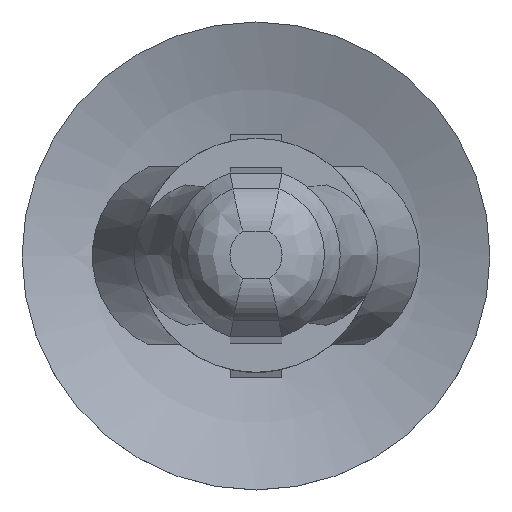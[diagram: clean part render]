
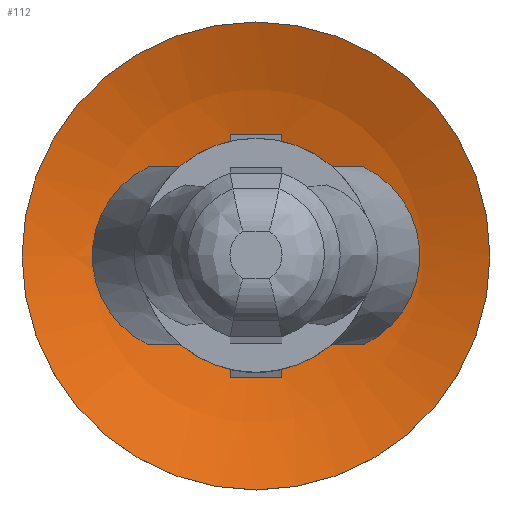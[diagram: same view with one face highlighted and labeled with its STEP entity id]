
A CAD part, top view. The second image highlights one B-rep face of the part: STEP entity #112.
In plain terms, the highlighted spherical face has radius 13 mm.
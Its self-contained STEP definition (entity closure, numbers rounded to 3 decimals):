
#112 = ADVANCED_FACE( '', ( #287, #288, #289, #290 ), #291, .F. );
#287 = FACE_OUTER_BOUND( '', #531, .T. );
#288 = FACE_OUTER_BOUND( '', #532, .T. );
#289 = FACE_BOUND( '', #533, .T. );
#290 = FACE_BOUND( '', #534, .T. );
#291 = SPHERICAL_SURFACE( '', #535, 13. );
#531 = EDGE_LOOP( '', ( #1073 ) );
#532 = EDGE_LOOP( '', ( #1074, #1075, #1076, #1077 ) );
#533 = EDGE_LOOP( '', ( #1078, #1079 ) );
#534 = EDGE_LOOP( '', ( #1080, #1081 ) );
#535 = AXIS2_PLACEMENT_3D( '', #1082, #1083, #1084 );
#1073 = ORIENTED_EDGE( '', *, *, #1717, .F. );
#1074 = ORIENTED_EDGE( '', *, *, #1718, .T. );
#1075 = ORIENTED_EDGE( '', *, *, #1696, .T. );
#1076 = ORIENTED_EDGE( '', *, *, #1719, .T. );
#1077 = ORIENTED_EDGE( '', *, *, #1720, .T. );
#1078 = ORIENTED_EDGE( '', *, *, #1721, .T. );
#1079 = ORIENTED_EDGE( '', *, *, #1722, .T. );
#1080 = ORIENTED_EDGE( '', *, *, #1723, .F. );
#1081 = ORIENTED_EDGE( '', *, *, #1724, .F. );
#1082 = CARTESIAN_POINT( '', ( 0., 0., 3.8 ) );
#1083 = DIRECTION( '', ( 0., 0., -1. ) );
#1084 = DIRECTION( '', ( -1., 0., 0. ) );
#1696 = EDGE_CURVE( '', #1977, #1978, #1979, .F. );
#1717 = EDGE_CURVE( '', #2013, #2013, #2014, .T. );
#1718 = EDGE_CURVE( '', #2015, #1977, #2016, .F. );
#1719 = EDGE_CURVE( '', #1978, #2017, #2018, .F. );
#1720 = EDGE_CURVE( '', #2017, #2015, #2019, .F. );
#1721 = EDGE_CURVE( '', #2020, #2021, #2022, .T. );
#1722 = EDGE_CURVE( '', #2021, #2020, #2023, .F. );
#1723 = EDGE_CURVE( '', #2024, #2025, #2026, .F. );
#1724 = EDGE_CURVE( '', #2025, #2024, #2027, .T. );
#1977 = VERTEX_POINT( '', #2391 );
#1978 = VERTEX_POINT( '', #2392 );
#1979 = CIRCLE( '', #2393, 12.737 );
#2013 = VERTEX_POINT( '', #2442 );
#2014 = CIRCLE( '', #2443, 5. );
#2015 = VERTEX_POINT( '', #2444 );
#2016 = CIRCLE( '', #2445, 12.988 );
#2017 = VERTEX_POINT( '', #2446 );
#2018 = CIRCLE( '', #2447, 12.988 );
#2019 = CIRCLE( '', #2448, 12.737 );
#2020 = VERTEX_POINT( '', #2449 );
#2021 = VERTEX_POINT( '', #2450 );
#2022 = B_SPLINE_CURVE_WITH_KNOTS( '', 3, ( #2451, #2452, #2453, #2454, #2455, #2456, #2457, #2458, #2459, #2460 ), .UNSPECIFIED., .F., .F., ( 4, 2, 2, 2, 4 ), ( 0., 0., 0.001, 0.001, 0.002 ), .UNSPECIFIED. );
#2023 = CIRCLE( '', #2461, 12.795 );
#2024 = VERTEX_POINT( '', #2462 );
#2025 = VERTEX_POINT( '', #2463 );
#2026 = CIRCLE( '', #2464, 12.795 );
#2027 = B_SPLINE_CURVE_WITH_KNOTS( '', 3, ( #2465, #2466, #2467, #2468, #2469, #2470, #2471, #2472, #2473, #2474 ), .UNSPECIFIED., .F., .F., ( 4, 2, 2, 2, 4 ), ( 0., 0., 0.001, 0.001, 0.002 ), .UNSPECIFIED. );
#2391 = CARTESIAN_POINT( '', ( 0.55, -2.6, -8.925 ) );
#2392 = CARTESIAN_POINT( '', ( -0.55, -2.6, -8.925 ) );
#2393 = AXIS2_PLACEMENT_3D( '', #3132, #3133, #3134 );
#2442 = CARTESIAN_POINT( '', ( -5., 0., -8.2 ) );
#2443 = AXIS2_PLACEMENT_3D( '', #3153, #3154, #3155 );
#2444 = CARTESIAN_POINT( '', ( 0.55, 2.6, -8.925 ) );
#2445 = AXIS2_PLACEMENT_3D( '', #3156, #3157, #3158 );
#2446 = CARTESIAN_POINT( '', ( -0.55, 2.6, -8.925 ) );
#2447 = AXIS2_PLACEMENT_3D( '', #3159, #3160, #3161 );
#2448 = AXIS2_PLACEMENT_3D( '', #3162, #3163, #3164 );
#2449 = CARTESIAN_POINT( '', ( -2.3, -0.75, -8.973 ) );
#2450 = CARTESIAN_POINT( '', ( -2.3, 0.75, -8.973 ) );
#2451 = CARTESIAN_POINT( '', ( -2.3, -0.75, -8.973 ) );
#2452 = CARTESIAN_POINT( '', ( -2.447, -0.689, -8.95 ) );
#2453 = CARTESIAN_POINT( '', ( -2.574, -0.584, -8.93 ) );
#2454 = CARTESIAN_POINT( '', ( -2.751, -0.32, -8.903 ) );
#2455 = CARTESIAN_POINT( '', ( -2.8, -0.159, -8.895 ) );
#2456 = CARTESIAN_POINT( '', ( -2.8, 0.159, -8.895 ) );
#2457 = CARTESIAN_POINT( '', ( -2.751, 0.32, -8.903 ) );
#2458 = CARTESIAN_POINT( '', ( -2.574, 0.584, -8.93 ) );
#2459 = CARTESIAN_POINT( '', ( -2.447, 0.689, -8.95 ) );
#2460 = CARTESIAN_POINT( '', ( -2.3, 0.75, -8.973 ) );
#2461 = AXIS2_PLACEMENT_3D( '', #3165, #3166, #3167 );
#2462 = CARTESIAN_POINT( '', ( 2.3, 0.75, -8.973 ) );
#2463 = CARTESIAN_POINT( '', ( 2.3, -0.75, -8.973 ) );
#2464 = AXIS2_PLACEMENT_3D( '', #3168, #3169, #3170 );
#2465 = CARTESIAN_POINT( '', ( 2.3, -0.75, -8.973 ) );
#2466 = CARTESIAN_POINT( '', ( 2.447, -0.689, -8.95 ) );
#2467 = CARTESIAN_POINT( '', ( 2.574, -0.584, -8.93 ) );
#2468 = CARTESIAN_POINT( '', ( 2.751, -0.32, -8.903 ) );
#2469 = CARTESIAN_POINT( '', ( 2.8, -0.159, -8.895 ) );
#2470 = CARTESIAN_POINT( '', ( 2.8, 0.159, -8.895 ) );
#2471 = CARTESIAN_POINT( '', ( 2.751, 0.32, -8.903 ) );
#2472 = CARTESIAN_POINT( '', ( 2.574, 0.584, -8.93 ) );
#2473 = CARTESIAN_POINT( '', ( 2.447, 0.689, -8.95 ) );
#2474 = CARTESIAN_POINT( '', ( 2.3, 0.75, -8.973 ) );
#3132 = CARTESIAN_POINT( '', ( 0., -2.6, 3.8 ) );
#3133 = DIRECTION( '', ( 0., -1., 0. ) );
#3134 = DIRECTION( '', ( 0., 0., -1. ) );
#3153 = CARTESIAN_POINT( '', ( 0., 0., -8.2 ) );
#3154 = DIRECTION( '', ( 0., 0., -1. ) );
#3155 = DIRECTION( '', ( -1., 0., 0. ) );
#3156 = CARTESIAN_POINT( '', ( 0.55, 0., 3.8 ) );
#3157 = DIRECTION( '', ( 1., 0., 0. ) );
#3158 = DIRECTION( '', ( 0., 1., 0. ) );
#3159 = CARTESIAN_POINT( '', ( -0.55, 0., 3.8 ) );
#3160 = DIRECTION( '', ( -1., 0., 0. ) );
#3161 = DIRECTION( '', ( 0., -1., 0. ) );
#3162 = CARTESIAN_POINT( '', ( 0., 2.6, 3.8 ) );
#3163 = DIRECTION( '', ( 0., 1., 0. ) );
#3164 = DIRECTION( '', ( 0., 0., 1. ) );
#3165 = CARTESIAN_POINT( '', ( -2.3, 0., 3.8 ) );
#3166 = DIRECTION( '', ( 1., 0., 0. ) );
#3167 = DIRECTION( '', ( 0., 1., 0. ) );
#3168 = CARTESIAN_POINT( '', ( 2.3, 0., 3.8 ) );
#3169 = DIRECTION( '', ( 1., 0., 0. ) );
#3170 = DIRECTION( '', ( 0., 1., 0. ) );
